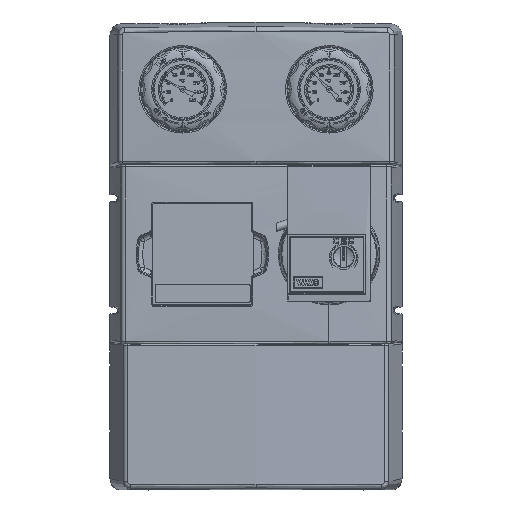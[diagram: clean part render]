
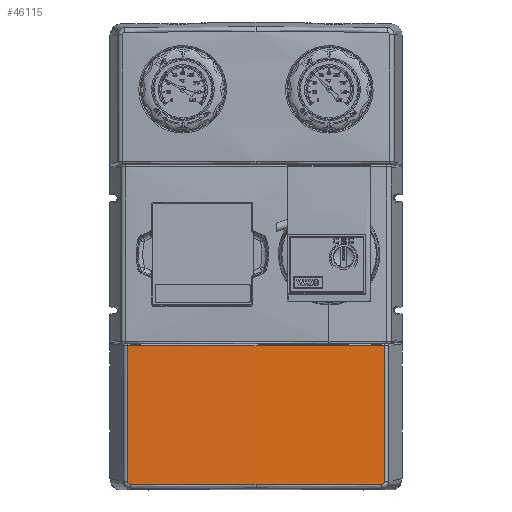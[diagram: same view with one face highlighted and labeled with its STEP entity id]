
A CAD part, top view. The second image highlights one B-rep face of the part: STEP entity #46115.
In plain terms, the highlighted cylindrical face has radius 2000 mm (diameter 4000 mm), a partial arc.
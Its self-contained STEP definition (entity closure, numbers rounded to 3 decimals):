
#46063=AXIS2_PLACEMENT_3D('Cylinder Axis2P3D',#46060,#46061,#46062) ;
#44966=CARTESIAN_POINT('Vertex',(47.39,-218.692,34.229)) ;
#45056=CARTESIAN_POINT('Vertex',(-172.39,-218.692,34.229)) ;
#45060=CARTESIAN_POINT('Control Point',(47.39,-218.692,34.229)) ;
#45061=CARTESIAN_POINT('Control Point',(19.974,-218.745,35.737)) ;
#45062=CARTESIAN_POINT('Control Point',(-7.467,-218.781,36.776)) ;
#45063=CARTESIAN_POINT('Control Point',(-34.923,-218.801,37.343)) ;
#45064=CARTESIAN_POINT('Control Point',(-78.907,-218.806,37.496)) ;
#45065=CARTESIAN_POINT('Control Point',(-122.875,-218.77,36.441)) ;
#45066=CARTESIAN_POINT('Control Point',(-139.388,-218.75,35.874)) ;
#45067=CARTESIAN_POINT('Control Point',(-155.893,-218.724,35.137)) ;
#45068=CARTESIAN_POINT('Control Point',(-172.39,-218.692,34.229)) ;
#46034=CARTESIAN_POINT('Line Origine',(47.39,-278.873,34.229)) ;
#46038=CARTESIAN_POINT('Vertex',(47.39,-335.08,34.229)) ;
#46060=CARTESIAN_POINT('Axis2P3D Location',(-62.5,-279.5,-1962.75)) ;
#46065=CARTESIAN_POINT('Line Origine',(-172.39,-279.5,34.229)) ;
#46069=CARTESIAN_POINT('Vertex',(-172.39,-335.08,34.229)) ;
#46073=CARTESIAN_POINT('Control Point',(-170.108,-337.285,34.353)) ;
#46074=CARTESIAN_POINT('Control Point',(-170.773,-337.286,34.317)) ;
#46075=CARTESIAN_POINT('Control Point',(-171.463,-337.051,34.28)) ;
#46076=CARTESIAN_POINT('Control Point',(-172.096,-336.51,34.245)) ;
#46077=CARTESIAN_POINT('Control Point',(-172.39,-335.776,34.229)) ;
#46078=CARTESIAN_POINT('Control Point',(-172.39,-335.08,34.229)) ;
#46079=CARTESIAN_POINT('Vertex',(-170.108,-337.285,34.353)) ;
#46083=CARTESIAN_POINT('Control Point',(-170.108,-337.285,34.353)) ;
#46084=CARTESIAN_POINT('Control Point',(-134.273,-337.218,36.284)) ;
#46085=CARTESIAN_POINT('Control Point',(-98.387,-337.181,37.25)) ;
#46086=CARTESIAN_POINT('Control Point',(-62.5,-337.181,37.25)) ;
#46087=CARTESIAN_POINT('Vertex',(-62.5,-337.181,37.25)) ;
#46091=CARTESIAN_POINT('Control Point',(45.108,-337.285,34.353)) ;
#46092=CARTESIAN_POINT('Control Point',(9.273,-337.218,36.284)) ;
#46093=CARTESIAN_POINT('Control Point',(-26.613,-337.181,37.25)) ;
#46094=CARTESIAN_POINT('Control Point',(-62.5,-337.181,37.25)) ;
#46095=CARTESIAN_POINT('Vertex',(45.108,-337.285,34.353)) ;
#46099=CARTESIAN_POINT('Control Point',(45.108,-337.285,34.353)) ;
#46100=CARTESIAN_POINT('Control Point',(45.773,-337.286,34.317)) ;
#46101=CARTESIAN_POINT('Control Point',(46.463,-337.051,34.28)) ;
#46102=CARTESIAN_POINT('Control Point',(47.096,-336.51,34.245)) ;
#46103=CARTESIAN_POINT('Control Point',(47.39,-335.776,34.229)) ;
#46104=CARTESIAN_POINT('Control Point',(47.39,-335.08,34.229)) ;
#46035=DIRECTION('Vector Direction',(0.,1.,0.)) ;
#46061=DIRECTION('Axis2P3D Direction',(0.,1.,0.)) ;
#46062=DIRECTION('Axis2P3D XDirection',(-0.056,0.,0.998)) ;
#46066=DIRECTION('Vector Direction',(0.,1.,0.)) ;
#46036=VECTOR('Line Direction',#46035,1.) ;
#46067=VECTOR('Line Direction',#46066,1.) ;
#46107=ORIENTED_EDGE('',*,*,#46071,.F.) ;
#46108=ORIENTED_EDGE('',*,*,#46081,.F.) ;
#46109=ORIENTED_EDGE('',*,*,#46089,.F.) ;
#46110=ORIENTED_EDGE('',*,*,#46097,.T.) ;
#46111=ORIENTED_EDGE('',*,*,#46105,.T.) ;
#46112=ORIENTED_EDGE('',*,*,#46040,.T.) ;
#46113=ORIENTED_EDGE('',*,*,#45069,.T.) ;
#46115=ADVANCED_FACE('PartBody',(#46114),#46064,.T.) ;
#45059=B_SPLINE_CURVE_WITH_KNOTS('',5,(#45060,#45061,#45062,#45063,#45064,#45065,#45066,#45067,#45068),.UNSPECIFIED.,.F.,.U.,(6,3,6),(91.688,285.763,402.543),.UNSPECIFIED.) ;
#46072=B_SPLINE_CURVE_WITH_KNOTS('',5,(#46073,#46074,#46075,#46076,#46077,#46078),.UNSPECIFIED.,.F.,.U.,(6,6),(1.792,10.438),.UNSPECIFIED.) ;
#46082=B_SPLINE_CURVE_WITH_KNOTS('',3,(#46083,#46084,#46085,#46086),.UNSPECIFIED.,.F.,.U.,(4,4),(75.859,227.961),.UNSPECIFIED.) ;
#46090=B_SPLINE_CURVE_WITH_KNOTS('',3,(#46091,#46092,#46093,#46094),.UNSPECIFIED.,.F.,.U.,(4,4),(75.859,227.961),.UNSPECIFIED.) ;
#46098=B_SPLINE_CURVE_WITH_KNOTS('',5,(#46099,#46100,#46101,#46102,#46103,#46104),.UNSPECIFIED.,.F.,.U.,(6,6),(1.792,10.438),.UNSPECIFIED.) ;
#46064=CYLINDRICAL_SURFACE('generated cylinder',#46063,2000.) ;
#45069=EDGE_CURVE('',#44967,#45057,#45059,.T.) ;
#46040=EDGE_CURVE('',#46039,#44967,#46037,.T.) ;
#46071=EDGE_CURVE('',#46070,#45057,#46068,.T.) ;
#46081=EDGE_CURVE('',#46080,#46070,#46072,.T.) ;
#46089=EDGE_CURVE('',#46088,#46080,#46082,.F.) ;
#46097=EDGE_CURVE('',#46088,#46096,#46090,.F.) ;
#46105=EDGE_CURVE('',#46096,#46039,#46098,.T.) ;
#46106=EDGE_LOOP('',(#46107,#46108,#46109,#46110,#46111,#46112,#46113)) ;
#46114=FACE_OUTER_BOUND('',#46106,.T.) ;
#46037=LINE('Line',#46034,#46036) ;
#46068=LINE('Line',#46065,#46067) ;
#44967=VERTEX_POINT('',#44966) ;
#45057=VERTEX_POINT('',#45056) ;
#46039=VERTEX_POINT('',#46038) ;
#46070=VERTEX_POINT('',#46069) ;
#46080=VERTEX_POINT('',#46079) ;
#46088=VERTEX_POINT('',#46087) ;
#46096=VERTEX_POINT('',#46095) ;
